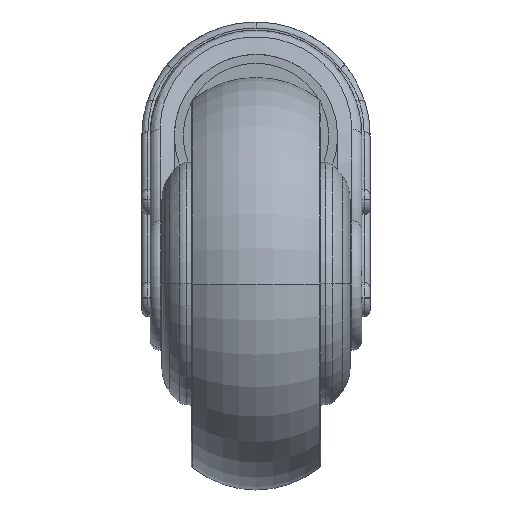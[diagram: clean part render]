
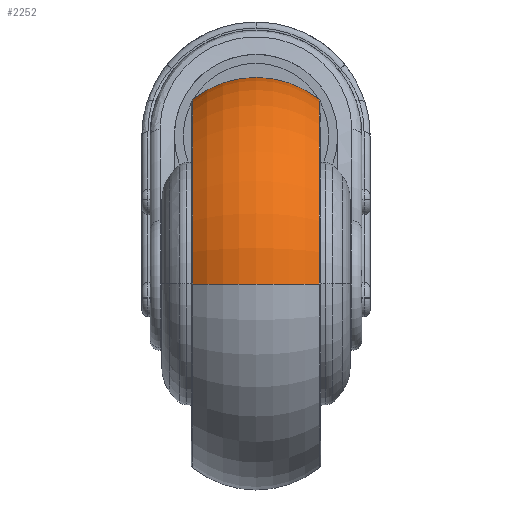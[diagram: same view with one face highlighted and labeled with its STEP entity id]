
A CAD part, front view. The second image highlights one B-rep face of the part: STEP entity #2252.
In plain terms, the highlighted toroidal (fillet/blend) face has major radius 26 mm and minor radius 25 mm.
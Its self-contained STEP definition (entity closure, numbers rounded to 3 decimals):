
#320 = DIRECTION ( 'NONE',  ( 0., -1., 0. ) ) ;
#331 = CIRCLE ( 'NONE', #8029, 45.517 ) ;
#350 = TOROIDAL_SURFACE ( 'NONE', #360, 26., 25. ) ;
#360 = AXIS2_PLACEMENT_3D ( 'NONE', #10563, #1111, #5303 ) ;
#388 = DIRECTION ( 'NONE',  ( 0., -1., 0. ) ) ;
#1111 = DIRECTION ( 'NONE',  ( -1., 0., 0. ) ) ;
#1158 = EDGE_CURVE ( 'NONE', #11449, #11258, #8945, .T. ) ;
#1240 = ORIENTED_EDGE ( 'NONE', *, *, #1158, .T. ) ;
#1389 = DIRECTION ( 'NONE',  ( -1., 0., 0. ) ) ;
#2252 = ADVANCED_FACE ( 'NONE', ( #12598 ), #350, .T. ) ;
#2282 = CIRCLE ( 'NONE', #9986, 25. ) ;
#2900 = ORIENTED_EDGE ( 'NONE', *, *, #6502, .F. ) ;
#3200 = CARTESIAN_POINT ( 'NONE',  ( 15.623, -45.517, 0. ) ) ;
#3997 = VERTEX_POINT ( 'NONE', #6668 ) ;
#4083 = DIRECTION ( 'NONE',  ( -1., 0., 0. ) ) ;
#5303 = DIRECTION ( 'NONE',  ( 0., -1., 0. ) ) ;
#5545 = CARTESIAN_POINT ( 'NONE',  ( 15.623, 0., 0. ) ) ;
#5614 = CARTESIAN_POINT ( 'NONE',  ( 0., 26., 0. ) ) ;
#5949 = CARTESIAN_POINT ( 'NONE',  ( 15.623, 45.517, 0. ) ) ;
#6502 = EDGE_CURVE ( 'NONE', #3997, #12458, #331, .T. ) ;
#6614 = CARTESIAN_POINT ( 'NONE',  ( 0., -26., 0. ) ) ;
#6668 = CARTESIAN_POINT ( 'NONE',  ( -15.623, -45.517, 0. ) ) ;
#6766 = ORIENTED_EDGE ( 'NONE', *, *, #12842, .F. ) ;
#7879 = EDGE_LOOP ( 'NONE', ( #1240, #11209, #2900, #6766 ) ) ;
#8029 = AXIS2_PLACEMENT_3D ( 'NONE', #13508, #4083, #8288 ) ;
#8288 = DIRECTION ( 'NONE',  ( 0., -1., 0. ) ) ;
#8945 = CIRCLE ( 'NONE', #8946, 45.517 ) ;
#8946 = AXIS2_PLACEMENT_3D ( 'NONE', #5545, #9765, #320 ) ;
#9299 = EDGE_CURVE ( 'NONE', #11258, #12458, #12524, .T. ) ;
#9765 = DIRECTION ( 'NONE',  ( -1., 0., 0. ) ) ;
#9832 = DIRECTION ( 'NONE',  ( 0., 0., 1. ) ) ;
#9986 = AXIS2_PLACEMENT_3D ( 'NONE', #6614, #10834, #1389 ) ;
#10563 = CARTESIAN_POINT ( 'NONE',  ( 0., 0., 0. ) ) ;
#10834 = DIRECTION ( 'NONE',  ( 0., 0., -1. ) ) ;
#11054 = CARTESIAN_POINT ( 'NONE',  ( -15.623, 45.517, 0. ) ) ;
#11209 = ORIENTED_EDGE ( 'NONE', *, *, #9299, .T. ) ;
#11258 = VERTEX_POINT ( 'NONE', #5949 ) ;
#11449 = VERTEX_POINT ( 'NONE', #3200 ) ;
#11833 = AXIS2_PLACEMENT_3D ( 'NONE', #5614, #9832, #388 ) ;
#12458 = VERTEX_POINT ( 'NONE', #11054 ) ;
#12524 = CIRCLE ( 'NONE', #11833, 25. ) ;
#12598 = FACE_OUTER_BOUND ( 'NONE', #7879, .T. ) ;
#12842 = EDGE_CURVE ( 'NONE', #11449, #3997, #2282, .T. ) ;
#13508 = CARTESIAN_POINT ( 'NONE',  ( -15.623, 0., 0. ) ) ;
